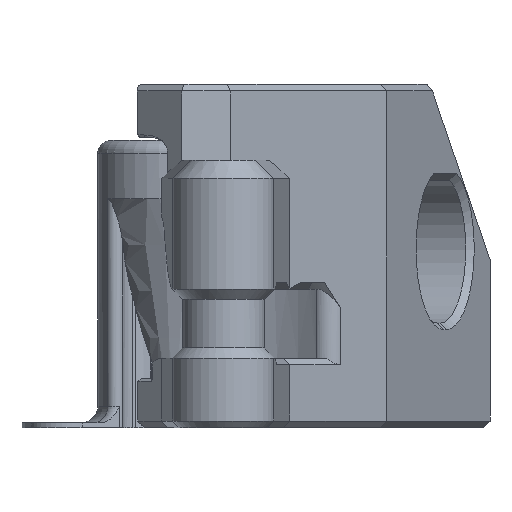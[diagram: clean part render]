
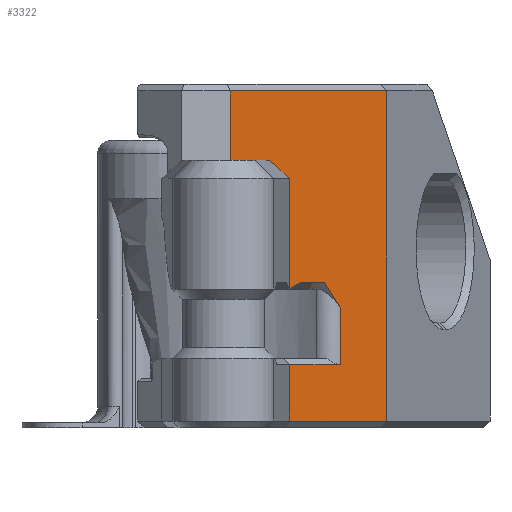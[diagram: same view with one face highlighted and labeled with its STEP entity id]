
A CAD part, front view. The second image highlights one B-rep face of the part: STEP entity #3322.
In plain terms, the highlighted planar face has unit normal (0.782, -0.623, 0).
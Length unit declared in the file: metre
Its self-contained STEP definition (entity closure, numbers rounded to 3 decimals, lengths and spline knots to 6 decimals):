
#144=LINE('',#4970,#445);
#153=LINE('',#4997,#454);
#171=LINE('',#5081,#472);
#172=LINE('',#5083,#473);
#173=LINE('',#5090,#474);
#174=LINE('',#5092,#475);
#175=LINE('',#5094,#476);
#176=LINE('',#5096,#477);
#177=LINE('',#5097,#478);
#178=LINE('',#5099,#479);
#179=LINE('',#5101,#480);
#180=LINE('',#5103,#481);
#445=VECTOR('',#3991,1.);
#454=VECTOR('',#4010,1.);
#472=VECTOR('',#4064,1.);
#473=VECTOR('',#4065,1.);
#474=VECTOR('',#4066,1.);
#475=VECTOR('',#4067,1.);
#476=VECTOR('',#4068,1.);
#477=VECTOR('',#4069,1.);
#478=VECTOR('',#4070,1.);
#479=VECTOR('',#4071,1.);
#480=VECTOR('',#4072,1.);
#481=VECTOR('',#4073,1.);
#720=PLANE('',#3601);
#842=B_SPLINE_CURVE_WITH_KNOTS('',3,(#5085,#5086,#5087,#5088),
 .UNSPECIFIED.,.F.,.F.,(4,4),(0.001766,0.00394),
 .UNSPECIFIED.);
#1134=ORIENTED_EDGE('',*,*,#2068,.T.);
#1135=ORIENTED_EDGE('',*,*,#2069,.T.);
#1136=ORIENTED_EDGE('',*,*,#2070,.F.);
#1137=ORIENTED_EDGE('',*,*,#2071,.T.);
#1138=ORIENTED_EDGE('',*,*,#2072,.T.);
#1139=ORIENTED_EDGE('',*,*,#2073,.T.);
#1140=ORIENTED_EDGE('',*,*,#2074,.F.);
#1141=ORIENTED_EDGE('',*,*,#2021,.T.);
#1142=ORIENTED_EDGE('',*,*,#2075,.T.);
#1143=ORIENTED_EDGE('',*,*,#2076,.T.);
#1144=ORIENTED_EDGE('',*,*,#2077,.F.);
#1145=ORIENTED_EDGE('',*,*,#2078,.T.);
#1146=ORIENTED_EDGE('',*,*,#2033,.T.);
#2021=EDGE_CURVE('',#2502,#2501,#144,.T.);
#2033=EDGE_CURVE('',#2511,#2510,#153,.T.);
#2068=EDGE_CURVE('',#2510,#2543,#171,.T.);
#2069=EDGE_CURVE('',#2543,#2544,#172,.T.);
#2070=EDGE_CURVE('',#2545,#2544,#842,.F.);
#2071=EDGE_CURVE('',#2545,#2546,#173,.T.);
#2072=EDGE_CURVE('',#2546,#2547,#174,.T.);
#2073=EDGE_CURVE('',#2547,#2548,#175,.T.);
#2074=EDGE_CURVE('',#2502,#2548,#176,.T.);
#2075=EDGE_CURVE('',#2501,#2549,#177,.T.);
#2076=EDGE_CURVE('',#2549,#2550,#178,.T.);
#2077=EDGE_CURVE('',#2551,#2550,#179,.T.);
#2078=EDGE_CURVE('',#2551,#2511,#180,.T.);
#2501=VERTEX_POINT('',#4969);
#2502=VERTEX_POINT('',#4971);
#2510=VERTEX_POINT('',#4996);
#2511=VERTEX_POINT('',#4998);
#2543=VERTEX_POINT('',#5082);
#2544=VERTEX_POINT('',#5084);
#2545=VERTEX_POINT('',#5089);
#2546=VERTEX_POINT('',#5091);
#2547=VERTEX_POINT('',#5093);
#2548=VERTEX_POINT('',#5095);
#2549=VERTEX_POINT('',#5098);
#2550=VERTEX_POINT('',#5100);
#2551=VERTEX_POINT('',#5102);
#2887=EDGE_LOOP('',(#1134,#1135,#1136,#1137,#1138,#1139,#1140,#1141,#1142,
#1143,#1144,#1145,#1146));
#3103=FACE_BOUND('',#2887,.T.);
#3322=ADVANCED_FACE('',(#3103),#720,.F.);
#3601=AXIS2_PLACEMENT_3D('',#5080,#4062,#4063);
#3991=DIRECTION('',(0.,0.,1.));
#4010=DIRECTION('',(0.,0.,-1.));
#4062=DIRECTION('',(-0.782,0.623,0.));
#4063=DIRECTION('',(0.623,0.782,0.));
#4064=DIRECTION('',(0.579,0.728,0.367));
#4065=DIRECTION('',(0.623,0.782,0.));
#4066=DIRECTION('',(0.,0.,-1.));
#4067=DIRECTION('',(-0.623,-0.782,0.));
#4068=DIRECTION('',(0.,0.,-1.));
#4069=DIRECTION('',(-0.623,-0.782,0.));
#4070=DIRECTION('',(-0.623,-0.782,0.));
#4071=DIRECTION('',(0.,0.,-1.));
#4072=DIRECTION('',(-0.623,-0.782,0.));
#4073=DIRECTION('',(0.546,0.686,-0.481));
#4969=CARTESIAN_POINT('',(0.039128,-0.000261,0.0204));
#4970=CARTESIAN_POINT('',(0.039128,-0.000261,0.0202));
#4971=CARTESIAN_POINT('',(0.039128,-0.000261,0.0004));
#4996=CARTESIAN_POINT('',(0.033262,-0.007626,0.0084));
#4997=CARTESIAN_POINT('',(0.033262,-0.007626,0.0002));
#4998=CARTESIAN_POINT('',(0.033262,-0.007626,0.0151));
#5080=CARTESIAN_POINT('',(0.02967,-0.012135,0.0211));
#5081=CARTESIAN_POINT('',(0.032856,-0.008135,0.008143));
#5082=CARTESIAN_POINT('',(0.033893,-0.006833,0.0088));
#5083=CARTESIAN_POINT('',(0.034628,-0.005911,0.0088));
#5084=CARTESIAN_POINT('',(0.035363,-0.004988,0.0088));
#5085=CARTESIAN_POINT('',(0.035363,-0.004988,0.0088));
#5086=CARTESIAN_POINT('',(0.035685,-0.004583,0.008293));
#5087=CARTESIAN_POINT('',(0.036007,-0.00418,0.007785));
#5088=CARTESIAN_POINT('',(0.036328,-0.003776,0.007276));
#5089=CARTESIAN_POINT('',(0.036328,-0.003776,0.007276));
#5090=CARTESIAN_POINT('',(0.036328,-0.003776,0.0211));
#5091=CARTESIAN_POINT('',(0.036328,-0.003776,0.0038));
#5092=CARTESIAN_POINT('',(0.02967,-0.012135,0.0038));
#5093=CARTESIAN_POINT('',(0.033262,-0.007626,0.0038));
#5094=CARTESIAN_POINT('',(0.033262,-0.007626,0.0002));
#5095=CARTESIAN_POINT('',(0.033262,-0.007626,0.0004));
#5096=CARTESIAN_POINT('',(0.018772,-0.025818,0.0004));
#5097=CARTESIAN_POINT('',(0.02967,-0.012135,0.0204));
#5098=CARTESIAN_POINT('',(0.02967,-0.012135,0.0204));
#5099=CARTESIAN_POINT('',(0.02967,-0.012135,0.0211));
#5100=CARTESIAN_POINT('',(0.02967,-0.012135,0.0162));
#5101=CARTESIAN_POINT('',(0.026427,-0.016208,0.0162));
#5102=CARTESIAN_POINT('',(0.032014,-0.009193,0.0162));
#5103=CARTESIAN_POINT('',(0.029845,-0.011916,0.018111));
